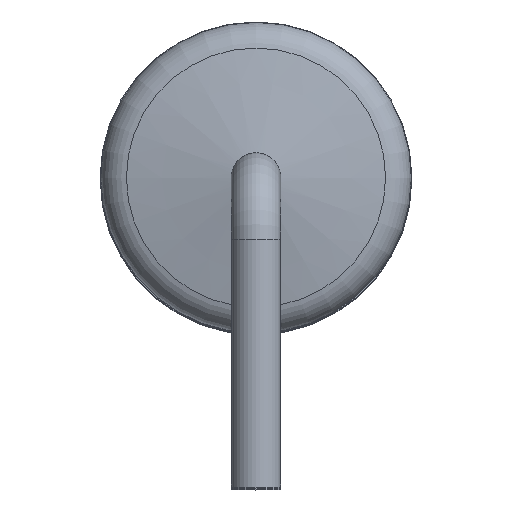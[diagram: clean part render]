
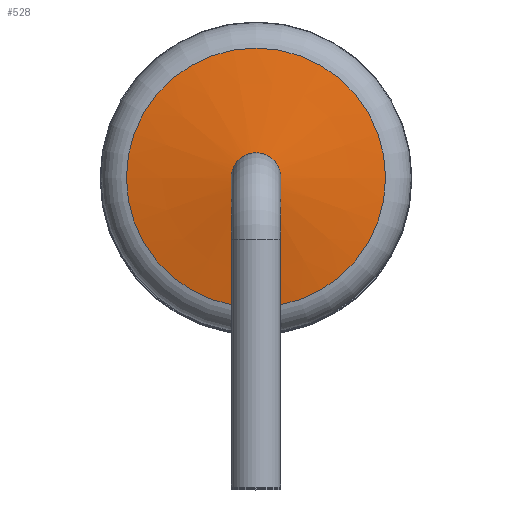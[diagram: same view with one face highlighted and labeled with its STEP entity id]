
A CAD part, top view. The second image highlights one B-rep face of the part: STEP entity #528.
In plain terms, the highlighted conical face has half-angle 80 degrees and reference radius 1.043 mm.
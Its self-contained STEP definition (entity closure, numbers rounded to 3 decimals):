
#15=CONICAL_SURFACE('',#635,1.043,1.396);
#66=FACE_OUTER_BOUND('',#103,.T.);
#103=EDGE_LOOP('',(#459,#460,#461,#462,#463,#464));
#118=LINE('',#983,#133);
#133=VECTOR('',#826,1.043);
#134=CIRCLE('',#550,0.4);
#137=CIRCLE('',#553,0.4);
#185=CIRCLE('',#625,2.087);
#186=CIRCLE('',#626,2.087);
#192=VERTEX_POINT('',#829);
#193=VERTEX_POINT('',#830);
#240=VERTEX_POINT('',#963);
#241=VERTEX_POINT('',#965);
#246=EDGE_CURVE('',#192,#193,#134,.T.);
#250=EDGE_CURVE('',#193,#192,#137,.T.);
#309=EDGE_CURVE('',#240,#241,#185,.T.);
#310=EDGE_CURVE('',#241,#240,#186,.T.);
#318=EDGE_CURVE('',#240,#193,#118,.T.);
#459=ORIENTED_EDGE('',*,*,#310,.F.);
#460=ORIENTED_EDGE('',*,*,#309,.F.);
#461=ORIENTED_EDGE('',*,*,#318,.T.);
#462=ORIENTED_EDGE('',*,*,#250,.T.);
#463=ORIENTED_EDGE('',*,*,#246,.T.);
#464=ORIENTED_EDGE('',*,*,#318,.F.);
#528=ADVANCED_FACE('',(#66),#15,.T.);
#550=AXIS2_PLACEMENT_3D('',#831,#640,#641);
#553=AXIS2_PLACEMENT_3D('',#837,#647,#648);
#625=AXIS2_PLACEMENT_3D('',#966,#802,#803);
#626=AXIS2_PLACEMENT_3D('',#967,#804,#805);
#635=AXIS2_PLACEMENT_3D('',#982,#824,#825);
#640=DIRECTION('center_axis',(0.,0.,-1.));
#641=DIRECTION('ref_axis',(1.,0.,0.));
#647=DIRECTION('center_axis',(0.,0.,-1.));
#648=DIRECTION('ref_axis',(1.,0.,0.));
#802=DIRECTION('center_axis',(0.,0.,-1.));
#803=DIRECTION('ref_axis',(1.,0.,0.));
#804=DIRECTION('center_axis',(0.,0.,-1.));
#805=DIRECTION('ref_axis',(1.,0.,0.));
#824=DIRECTION('center_axis',(0.,0.,-1.));
#825=DIRECTION('ref_axis',(-1.,0.,0.));
#826=DIRECTION('',(-0.985,0.,0.174));
#829=CARTESIAN_POINT('',(-0.4,0.,7.429));
#830=CARTESIAN_POINT('',(0.4,0.,7.429));
#831=CARTESIAN_POINT('Origin',(0.,0.,7.429));
#837=CARTESIAN_POINT('Origin',(0.,0.,7.429));
#963=CARTESIAN_POINT('',(2.087,0.,7.132));
#965=CARTESIAN_POINT('',(-2.087,0.,7.132));
#966=CARTESIAN_POINT('Origin',(0.,0.,7.132));
#967=CARTESIAN_POINT('Origin',(0.,0.,7.132));
#982=CARTESIAN_POINT('Origin',(0.,0.,7.316));
#983=CARTESIAN_POINT('',(1.043,0.,7.316));
